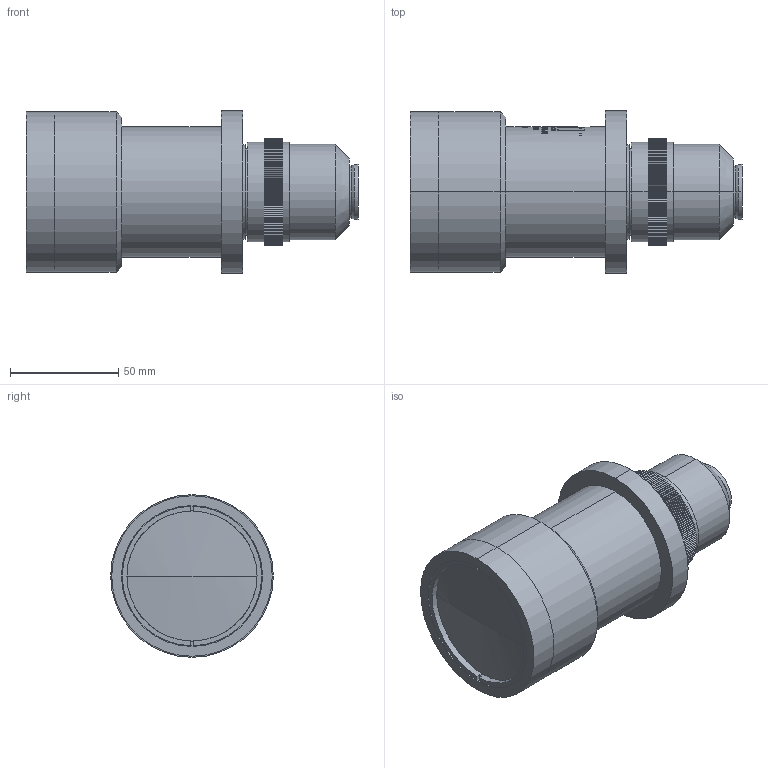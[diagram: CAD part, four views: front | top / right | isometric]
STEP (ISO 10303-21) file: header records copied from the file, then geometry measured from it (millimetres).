
FILE_DESCRIPTION (( 'STEP AP203' ), '1' );
FILE_NAME ('S5LPJ2898_01.STEP', '2022-03-01T09:48:18', ( '' ), ( '' ), 'SwSTEP 2.0', 'SolidWorks 2021', '' );
FILE_SCHEMA (( 'CONFIG_CONTROL_DESIGN' ));
Length unit declared in the file: millimetre
Products named in the file (15): S5LPJ2898_01; 110807; 110201; S5MEC0010_R„ndel; S5LDX0015; 110211; S5LDX1199_078; 110805; 110205; 505304_S5LPJ2898; 307606; 097108; 110206; DIN 913 - M3 x 3-N_DIN 913 - M3 x 3-N; S5LAO1199_078
Assembly tree (14 placements, depth 3):
  S5LPJ2898_01
    S5LAO1199_078
      S5LDX1199_078
    505304_S5LPJ2898
    110805
    110807
    097108
    110201
      S5MEC0010_R„ndel
      S5LDX0015
      307606
      110211
      110206
      110205
    DIN 913 - M3 x 3-N_DIN 913 - M3 x 3-N
Bounding box: 153.16 x 75 x 75 mm (x, y, z)
Volume: 217376.3 mm3; surface area: 104762.1 mm2
Topology: 12 solids, 12 shells, 914 faces, 2723 edges, 1930 vertices
Faces by surface type: plane 391, cylinder 371, cone 76, torus 68, sphere 8
Entity records: 40397 total; most frequent: CARTESIAN_POINT 13746, ORIENTED_EDGE 5434, DIRECTION 5098, EDGE_CURVE 2717, VERTEX_POINT 1930, AXIS2_PLACEMENT_3D 1830, LINE 1438, VECTOR 1438
